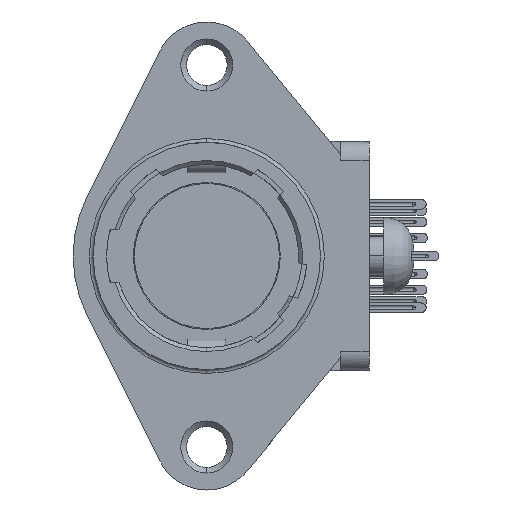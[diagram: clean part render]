
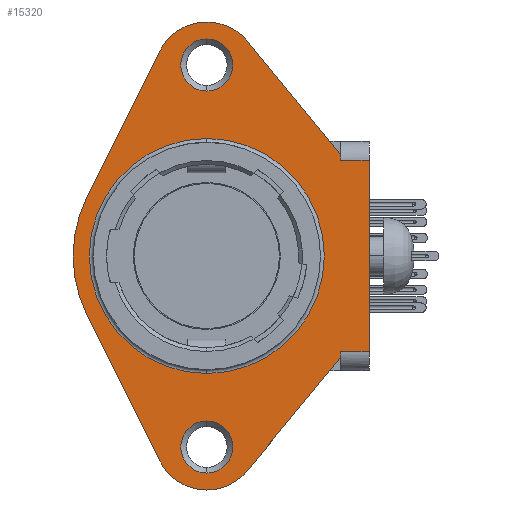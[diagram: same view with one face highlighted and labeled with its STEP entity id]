
A CAD part, front view. The second image highlights one B-rep face of the part: STEP entity #15320.
In plain terms, the highlighted planar face has unit normal (0, -1, 0).
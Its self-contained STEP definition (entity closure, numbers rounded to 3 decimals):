
#4630=CARTESIAN_POINT('',(-10.959,0.,-4.73));
#4640=VERTEX_POINT('',#4630);
#4670=CARTESIAN_POINT('',(-8.5,0.,-3.5));
#4680=DIRECTION('',(0.,1.,0.));
#4690=DIRECTION('',(0.,0.,1.));
#4700=AXIS2_PLACEMENT_3D('',#4670,#4680,#4690);
#4710=CIRCLE('',#4700,2.75);
#4720=CARTESIAN_POINT('',(-8.5,0.,-6.25));
#4730=VERTEX_POINT('',#4720);
#4740=EDGE_CURVE('',#4730,#4640,#4710,.T.);
#6120=CARTESIAN_POINT('',(-14.76,0.,9.132));
#6130=VERTEX_POINT('',#6120);
#6160=CARTESIAN_POINT('',(-8.5,0.,6.));
#6170=DIRECTION('',(0.,1.,0.));
#6180=DIRECTION('',(0.,0.,1.));
#6190=AXIS2_PLACEMENT_3D('',#6160,#6170,#6180);
#6200=CIRCLE('',#6190,7.);
#6210=CARTESIAN_POINT('',(-14.76,0.,2.868));
#6220=VERTEX_POINT('',#6210);
#6230=EDGE_CURVE('',#6220,#6130,#6200,.T.);
#13970=CARTESIAN_POINT('',(-8.5,0.,12.475));
#13980=DIRECTION('',(0.,1.,0.));
#13990=DIRECTION('',(0.,0.,-1.));
#14000=AXIS2_PLACEMENT_3D('',#13970,#13980,#13990);
#14010=PLANE('',#14000);
#14020=CARTESIAN_POINT('',(-8.5,0.,-4.));
#14030=DIRECTION('',(0.,1.,-0.));
#14040=DIRECTION('',(0.,0.,-1.));
#14050=AXIS2_PLACEMENT_3D('',#14020,#14030,#14040);
#14060=CIRCLE('',#14050,1.365);
#14070=CARTESIAN_POINT('',(-8.5,0.,-5.365));
#14080=VERTEX_POINT('',#14070);
#14090=CARTESIAN_POINT('',(-8.5,0.,-2.635));
#14100=VERTEX_POINT('',#14090);
#14110=EDGE_CURVE('',#14080,#14100,#14060,.T.);
#14120=ORIENTED_EDGE('',*,*,#14110,.T.);
#14130=EDGE_CURVE('',#14100,#14080,#14060,.T.);
#14140=ORIENTED_EDGE('',*,*,#14130,.T.);
#14150=EDGE_LOOP('',(#14140,#14120));
#14160=FACE_BOUND('',#14150,.T.);
#14170=CARTESIAN_POINT('',(-8.5,0.,16.));
#14180=DIRECTION('',(0.,1.,-0.));
#14190=DIRECTION('',(0.,0.,-1.));
#14200=AXIS2_PLACEMENT_3D('',#14170,#14180,#14190);
#14210=CIRCLE('',#14200,1.365);
#14220=CARTESIAN_POINT('',(-8.5,0.,14.635));
#14230=VERTEX_POINT('',#14220);
#14240=CARTESIAN_POINT('',(-8.5,0.,17.365));
#14250=VERTEX_POINT('',#14240);
#14260=EDGE_CURVE('',#14230,#14250,#14210,.T.);
#14270=ORIENTED_EDGE('',*,*,#14260,.T.);
#14280=EDGE_CURVE('',#14250,#14230,#14210,.T.);
#14290=ORIENTED_EDGE('',*,*,#14280,.T.);
#14300=EDGE_LOOP('',(#14290,#14270));
#14310=FACE_BOUND('',#14300,.T.);
#14320=CARTESIAN_POINT('',(-8.5,0.,6.));
#14330=DIRECTION('',(0.,1.,0.));
#14340=DIRECTION('',(0.,0.,-1.));
#14350=AXIS2_PLACEMENT_3D('',#14320,#14330,#14340);
#14360=CIRCLE('',#14350,6.15);
#14370=CARTESIAN_POINT('',(-8.5,0.,12.15));
#14380=VERTEX_POINT('',#14370);
#14390=CARTESIAN_POINT('',(-8.5,0.,-0.15)
);
#14400=VERTEX_POINT('',#14390);
#14410=EDGE_CURVE('',#14380,#14400,#14360,.T.);
#14420=ORIENTED_EDGE('',*,*,#14410,.T.);
#14430=EDGE_CURVE('',#14400,#14380,#14360,.T.);
#14440=ORIENTED_EDGE('',*,*,#14430,.T.);
#14450=EDGE_LOOP('',(#14440,#14420));
#14460=FACE_BOUND('',#14450,.T.);
#14470=CARTESIAN_POINT('',(0.,0.,11.));
#14480=DIRECTION('',(1.,0.,0.));
#14490=VECTOR('',#14480,1.);
#14500=LINE('',#14470,#14490);
#14510=CARTESIAN_POINT('',(-1.5,0.,11.));
#14520=VERTEX_POINT('',#14510);
#14530=CARTESIAN_POINT('',(0.,0.,11.));
#14540=VERTEX_POINT('',#14530);
#14550=EDGE_CURVE('',#14520,#14540,#14500,.T.);
#14560=ORIENTED_EDGE('',*,*,#14550,.F.);
#14570=CARTESIAN_POINT('',(0.,0.,0.));
#14580=DIRECTION('',(0.,0.,1.));
#14590=VECTOR('',#14580,1.);
#14600=LINE('',#14570,#14590);
#14610=CARTESIAN_POINT('',(0.,0.,1.));
#14620=VERTEX_POINT('',#14610);
#14630=EDGE_CURVE('',#14620,#14540,#14600,.T.);
#14640=ORIENTED_EDGE('',*,*,#14630,.T.);
#14650=CARTESIAN_POINT('',(0.,0.,1.));
#14660=DIRECTION('',(1.,0.,0.));
#14670=VECTOR('',#14660,1.);
#14680=LINE('',#14650,#14670);
#14690=CARTESIAN_POINT('',(-1.5,0.,1.));
#14700=VERTEX_POINT('',#14690);
#14710=EDGE_CURVE('',#14700,#14620,#14680,.T.);
#14720=ORIENTED_EDGE('',*,*,#14710,.T.);
#14730=CARTESIAN_POINT('',(-1.5,0.,-611.836));
#14740=DIRECTION('',(0.,0.,1.));
#14750=VECTOR('',#14740,1.);
#14760=LINE('',#14730,#14750);
#14770=CARTESIAN_POINT('',(-1.5,0.,0.693));
#14780=VERTEX_POINT('',#14770);
#14790=EDGE_CURVE('',#14780,#14700,#14760,.T.);
#14800=ORIENTED_EDGE('',*,*,#14790,.T.);
#14810=CARTESIAN_POINT('',(-505.128,0.,-611.836));
#14820=DIRECTION('',(0.635,0.,0.772));
#14830=VECTOR('',#14820,1.);
#14840=LINE('',#14810,#14830);
#14850=CARTESIAN_POINT('',(-6.268,0.,-5.107));
#14860=VERTEX_POINT('',#14850);
#14870=EDGE_CURVE('',#14860,#14780,#14840,.T.);
#14880=ORIENTED_EDGE('',*,*,#14870,.T.);
#14890=EDGE_CURVE('',#14860,#4730,#4710,.T.);
#14900=ORIENTED_EDGE('',*,*,#14890,.F.);
#14910=ORIENTED_EDGE('',*,*,#4740,.F.);
#14920=CARTESIAN_POINT('',(292.725,0.,-611.836));
#14930=DIRECTION('',(0.447,0.,-0.894));
#14940=VECTOR('',#14930,1.);
#14950=LINE('',#14920,#14940);
#14960=EDGE_CURVE('',#6220,#4640,#14950,.T.);
#14970=ORIENTED_EDGE('',*,*,#14960,.T.);
#14980=ORIENTED_EDGE('',*,*,#6230,.F.);
#14990=CARTESIAN_POINT('',(-325.379,0.,-611.836));
#15000=DIRECTION('',(-0.447,-0.,-0.894));
#15010=VECTOR('',#15000,1.);
#15020=LINE('',#14990,#15010);
#15030=CARTESIAN_POINT('',(-10.959,0.,16.73));
#15040=VERTEX_POINT('',#15030);
#15050=EDGE_CURVE('',#15040,#6130,#15020,.T.);
#15060=ORIENTED_EDGE('',*,*,#15050,.T.);
#15070=CARTESIAN_POINT('',(-8.5,0.,15.5));
#15080=DIRECTION('',(0.,1.,0.));
#15090=DIRECTION('',(0.,0.,1.));
#15100=AXIS2_PLACEMENT_3D('',#15070,#15080,#15090);
#15110=CIRCLE('',#15100,2.75);
#15120=CARTESIAN_POINT('',(-8.5,0.,18.25));
#15130=VERTEX_POINT('',#15120);
#15140=EDGE_CURVE('',#15040,#15130,#15110,.T.);
#15150=ORIENTED_EDGE('',*,*,#15140,.F.);
#15160=CARTESIAN_POINT('',(-6.375,0.,17.245));
#15170=VERTEX_POINT('',#15160);
#15180=EDGE_CURVE('',#15130,#15170,#15110,.T.);
#15190=ORIENTED_EDGE('',*,*,#15180,.F.);
#15200=CARTESIAN_POINT('',(510.076,0.,-611.836));
#15210=DIRECTION('',(-0.635,0.,0.773));
#15220=VECTOR('',#15210,1.);
#15230=LINE('',#15200,#15220);
#15240=CARTESIAN_POINT('',(-1.5,0.,11.307));
#15250=VERTEX_POINT('',#15240);
#15260=EDGE_CURVE('',#15250,#15170,#15230,.T.);
#15270=ORIENTED_EDGE('',*,*,#15260,.T.);
#15280=EDGE_CURVE('',#14520,#15250,#14760,.T.);
#15290=ORIENTED_EDGE('',*,*,#15280,.T.);
#15300=EDGE_LOOP('',(#15290,#15270,#15190,#15150,#15060,#14980,#14970,
#14910,#14900,#14880,#14800,#14720,#14640,#14560));
#15310=FACE_OUTER_BOUND('',#15300,.T.);
#15320=ADVANCED_FACE('',(#14160,#14310,#14460,#15310),#14010,.F.);
